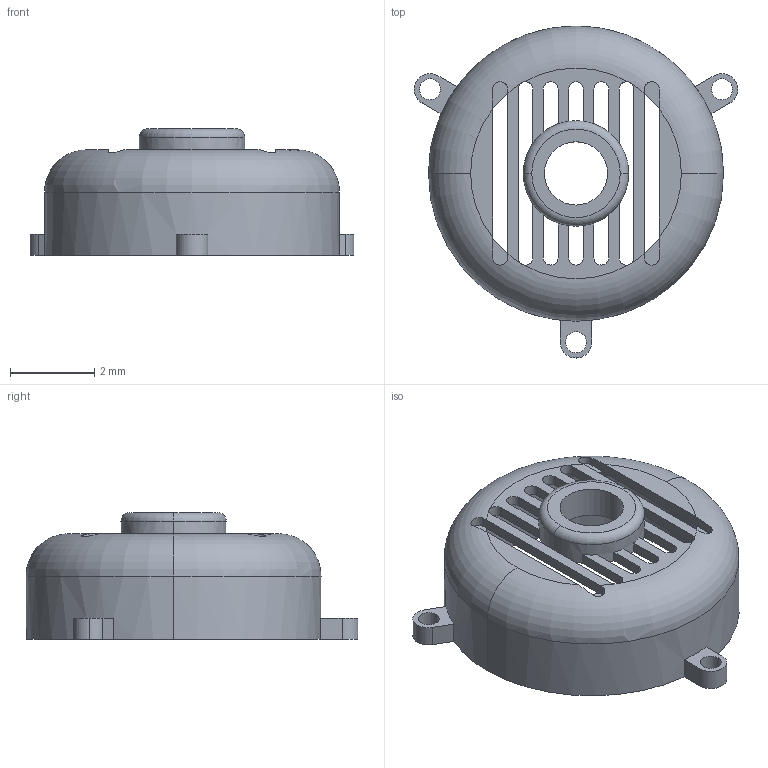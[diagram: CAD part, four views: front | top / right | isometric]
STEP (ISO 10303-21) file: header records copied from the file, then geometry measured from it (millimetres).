
FILE_DESCRIPTION (( 'STEP AP203' ), '1' );
FILE_NAME ('5. Cover (1).STEP', '2025-04-03T20:15:17', ( '' ), ( '' ), 'SwSTEP 2.0', 'SolidWorks 2022', '' );
FILE_SCHEMA (( 'CONFIG_CONTROL_DESIGN' ));
Length unit declared in the file: millimetre
Products named in the file (1): 5. Cover (1)
Bounding box: 7.68 x 7.88 x 3 mm (x, y, z)
Volume: 19.2 mm3; surface area: 170.3 mm2
Topology: 1 solids, 1 shells, 90 faces, 281 edges, 180 vertices
Faces by surface type: plane 52, cylinder 32, torus 6
Entity records: 3346 total; most frequent: CARTESIAN_POINT 638, DIRECTION 577, ORIENTED_EDGE 562, EDGE_CURVE 281, AXIS2_PLACEMENT_3D 221, VERTEX_POINT 180, LINE 135, VECTOR 135
